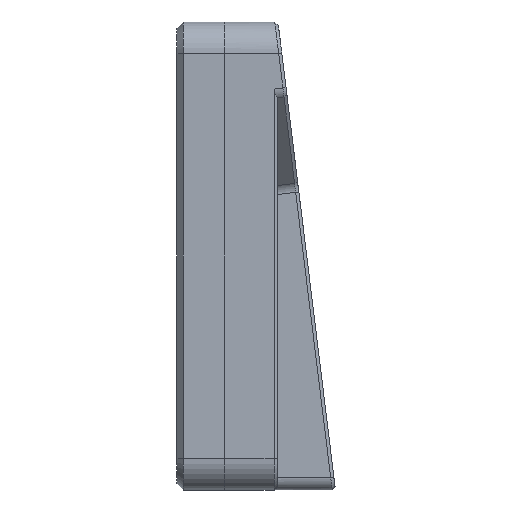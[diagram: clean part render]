
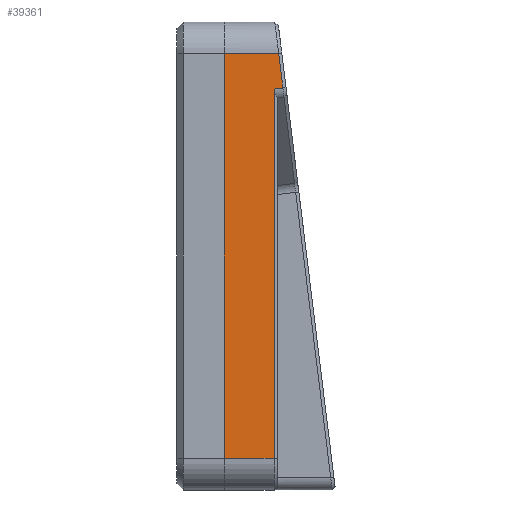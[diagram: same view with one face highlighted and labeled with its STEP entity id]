
A CAD part, left-side view. The second image highlights one B-rep face of the part: STEP entity #39361.
In plain terms, the highlighted planar face has unit normal (-1, 0, 0).
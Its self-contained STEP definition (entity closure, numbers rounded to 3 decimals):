
#178=B_SPLINE_CURVE_WITH_KNOTS('',3,(#67484,#67485,#67486,#67487),
 .UNSPECIFIED.,.F.,.F.,(4,4),(1.559,1.571),
 .UNSPECIFIED.);
#4746=FACE_OUTER_BOUND('',#7049,.T.);
#7049=EDGE_LOOP('',(#34509,#34510,#34511,#34512,#34513,#34514,#34515));
#10983=LINE('',#67152,#15002);
#10994=LINE('',#67181,#15013);
#11028=LINE('',#67498,#15047);
#11029=LINE('',#67501,#15048);
#11030=LINE('',#67503,#15049);
#11031=LINE('',#67504,#15050);
#15002=VECTOR('',#53851,10.);
#15013=VECTOR('',#53874,10.);
#15047=VECTOR('',#53954,10.);
#15048=VECTOR('',#53957,10.);
#15049=VECTOR('',#53958,10.);
#15050=VECTOR('',#53959,10.);
#18436=VERTEX_POINT('',#67144);
#18438=VERTEX_POINT('',#67150);
#18447=VERTEX_POINT('',#67174);
#18450=VERTEX_POINT('',#67179);
#18481=VERTEX_POINT('',#67425);
#18483=VERTEX_POINT('',#67500);
#18484=VERTEX_POINT('',#67502);
#23787=EDGE_CURVE('',#18438,#18436,#10983,.T.);
#23801=EDGE_CURVE('',#18450,#18447,#10994,.T.);
#23853=EDGE_CURVE('',#18481,#18450,#178,.T.);
#23859=EDGE_CURVE('',#18447,#18438,#11028,.T.);
#23860=EDGE_CURVE('',#18483,#18481,#11029,.T.);
#23861=EDGE_CURVE('',#18483,#18484,#11030,.T.);
#23862=EDGE_CURVE('',#18436,#18484,#11031,.T.);
#34509=ORIENTED_EDGE('',*,*,#23859,.F.);
#34510=ORIENTED_EDGE('',*,*,#23801,.F.);
#34511=ORIENTED_EDGE('',*,*,#23853,.F.);
#34512=ORIENTED_EDGE('',*,*,#23860,.F.);
#34513=ORIENTED_EDGE('',*,*,#23861,.T.);
#34514=ORIENTED_EDGE('',*,*,#23862,.F.);
#34515=ORIENTED_EDGE('',*,*,#23787,.F.);
#36227=PLANE('',#43074);
#39361=ADVANCED_FACE('',(#4746),#36227,.T.);
#43074=AXIS2_PLACEMENT_3D('',#67499,#53955,#53956);
#53851=DIRECTION('',(0.,0.,-1.));
#53874=DIRECTION('',(0.,-0.122,-0.993));
#53954=DIRECTION('',(0.,0.993,-0.122));
#53955=DIRECTION('center_axis',(-1.,0.,0.));
#53956=DIRECTION('ref_axis',(0.,0.,-1.));
#53957=DIRECTION('',(0.,-1.,0.));
#53958=DIRECTION('',(0.,0.,-1.));
#53959=DIRECTION('',(0.,1.,0.));
#67144=CARTESIAN_POINT('',(-8.5,-7.9,-3.5));
#67150=CARTESIAN_POINT('',(-8.5,-7.9,55.022));
#67152=CARTESIAN_POINT('',(-8.5,-7.9,44.147));
#67174=CARTESIAN_POINT('',(-8.5,-9.28,55.192));
#67179=CARTESIAN_POINT('',(-8.5,-8.618,60.589));
#67181=CARTESIAN_POINT('',(-8.5,-10.2,47.704));
#67425=CARTESIAN_POINT('',(-8.5,-8.61,60.65));
#67484=CARTESIAN_POINT('Ctrl Pts',(-8.5,-8.61,60.65));
#67485=CARTESIAN_POINT('Ctrl Pts',(-8.5,-8.613,60.63));
#67486=CARTESIAN_POINT('Ctrl Pts',(-8.5,-8.615,60.609));
#67487=CARTESIAN_POINT('Ctrl Pts',(-8.5,-8.618,60.589));
#67498=CARTESIAN_POINT('',(-8.5,-5.59,54.739));
#67499=CARTESIAN_POINT('Origin',(-8.5,0.,65.65));
#67500=CARTESIAN_POINT('',(-8.5,0.,60.65));
#67501=CARTESIAN_POINT('',(-8.5,0.,60.65));
#67502=CARTESIAN_POINT('',(-8.5,0.,-3.5));
#67503=CARTESIAN_POINT('',(-8.5,0.,65.65));
#67504=CARTESIAN_POINT('',(-8.5,0.,-3.5));
